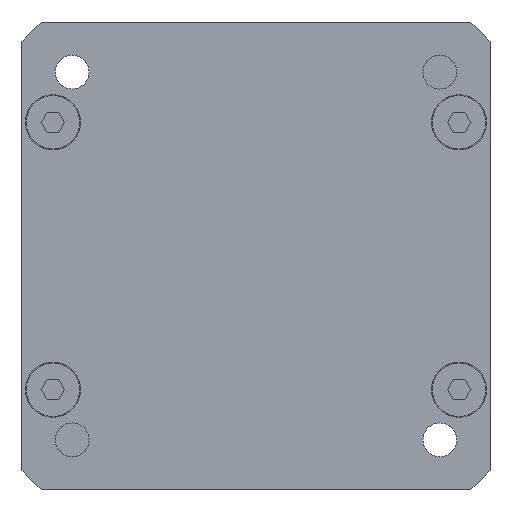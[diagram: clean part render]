
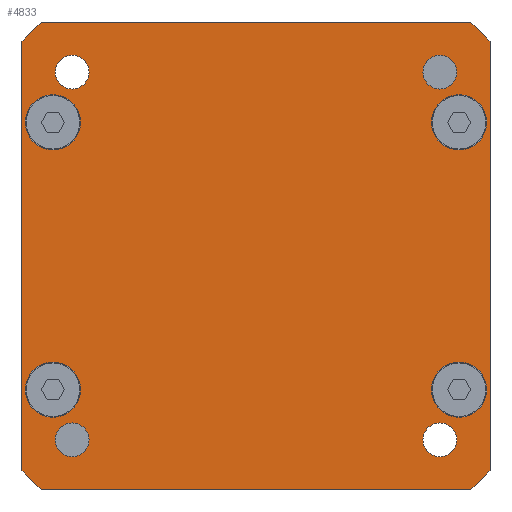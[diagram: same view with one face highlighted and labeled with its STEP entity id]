
A CAD part, front view. The second image highlights one B-rep face of the part: STEP entity #4833.
In plain terms, the highlighted planar face has unit normal (0, -1, 0).
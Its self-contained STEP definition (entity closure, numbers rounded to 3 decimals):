
#3566=CARTESIAN_POINT('',(60.053,-189.,55.));
#3567=VERTEX_POINT('',#3566);
#3568=CARTESIAN_POINT('',(55.,-189.,55.));
#3569=DIRECTION('',(0.0,1.0,0.0));
#3570=DIRECTION('',(1.0,0.0,0.0));
#3571=AXIS2_PLACEMENT_3D('',#3568,#3569,#3570);
#3572=CIRCLE('',#3571,5.053);
#3573=EDGE_CURVE('',#3567,#3567,#3572,.T.);
#3594=CARTESIAN_POINT('',(60.053,-189.,-55.0));
#3595=VERTEX_POINT('',#3594);
#3596=CARTESIAN_POINT('',(55.0,-189.,-55.0));
#3597=DIRECTION('',(0.0,1.0,0.0));
#3598=DIRECTION('',(1.0,0.0,0.0));
#3599=AXIS2_PLACEMENT_3D('',#3596,#3597,#3598);
#3600=CIRCLE('',#3599,5.053);
#3601=EDGE_CURVE('',#3595,#3595,#3600,.T.);
#3622=CARTESIAN_POINT('',(-49.947,-189.,-55.0));
#3623=VERTEX_POINT('',#3622);
#3624=CARTESIAN_POINT('',(-55.0,-189.,-55.0));
#3625=DIRECTION('',(0.0,1.0,0.0));
#3626=DIRECTION('',(1.0,0.0,0.0));
#3627=AXIS2_PLACEMENT_3D('',#3624,#3625,#3626);
#3628=CIRCLE('',#3627,5.053);
#3629=EDGE_CURVE('',#3623,#3623,#3628,.T.);
#3650=CARTESIAN_POINT('',(-49.947,-189.,55.0));
#3651=VERTEX_POINT('',#3650);
#3652=CARTESIAN_POINT('',(-55.0,-189.,55.0));
#3653=DIRECTION('',(0.0,1.0,0.0));
#3654=DIRECTION('',(1.0,0.0,0.0));
#3655=AXIS2_PLACEMENT_3D('',#3652,#3653,#3654);
#3656=CIRCLE('',#3655,5.053);
#3657=EDGE_CURVE('',#3651,#3651,#3656,.T.);
#4506=CARTESIAN_POINT('',(-52.5,-189.,-40.0));
#4507=VERTEX_POINT('',#4506);
#4508=CARTESIAN_POINT('',(-60.75,-189.,-40.0));
#4509=DIRECTION('',(0.0,1.0,0.0));
#4510=DIRECTION('',(-1.0,0.0,0.0));
#4511=AXIS2_PLACEMENT_3D('',#4508,#4509,#4510);
#4512=CIRCLE('',#4511,8.25);
#4513=EDGE_CURVE('',#4507,#4507,#4512,.T.);
#4574=CARTESIAN_POINT('',(69.0,-189.,-40.0));
#4575=VERTEX_POINT('',#4574);
#4576=CARTESIAN_POINT('',(60.75,-189.,-40.0));
#4577=DIRECTION('',(0.0,1.0,0.0));
#4578=DIRECTION('',(-1.0,0.0,0.0));
#4579=AXIS2_PLACEMENT_3D('',#4576,#4577,#4578);
#4580=CIRCLE('',#4579,8.25);
#4581=EDGE_CURVE('',#4575,#4575,#4580,.T.);
#4642=CARTESIAN_POINT('',(69.0,-189.,40.0));
#4643=VERTEX_POINT('',#4642);
#4644=CARTESIAN_POINT('',(60.75,-189.,40.0));
#4645=DIRECTION('',(0.0,1.0,0.0));
#4646=DIRECTION('',(-1.0,0.0,0.0));
#4647=AXIS2_PLACEMENT_3D('',#4644,#4645,#4646);
#4648=CIRCLE('',#4647,8.25);
#4649=EDGE_CURVE('',#4643,#4643,#4648,.T.);
#4710=CARTESIAN_POINT('',(-52.5,-189.,40.0));
#4711=VERTEX_POINT('',#4710);
#4712=CARTESIAN_POINT('',(-60.75,-189.,40.0));
#4713=DIRECTION('',(0.0,1.0,0.0));
#4714=DIRECTION('',(-1.0,0.0,0.0));
#4715=AXIS2_PLACEMENT_3D('',#4712,#4713,#4714);
#4716=CIRCLE('',#4715,8.25);
#4717=EDGE_CURVE('',#4711,#4711,#4716,.T.);
#4734=CARTESIAN_POINT('',(0.,-189.,0.));
#4735=DIRECTION('',(0.0,1.0,0.0));
#4736=DIRECTION('',(0.0,0.0,1.0));
#4737=AXIS2_PLACEMENT_3D('',#4734,#4735,#4736);
#4738=PLANE('',#4737);
#4739=CARTESIAN_POINT('',(-70.,-189.,64.226));
#4740=VERTEX_POINT('',#4739);
#4741=CARTESIAN_POINT('',(-64.226,-189.,70.0));
#4742=VERTEX_POINT('',#4741);
#4743=CARTESIAN_POINT('',(0.0,-189.0,0.0));
#4744=DIRECTION('',(0.0,1.0,0.0));
#4745=DIRECTION('',(-0.676,0.0,0.737));
#4746=AXIS2_PLACEMENT_3D('',#4743,#4744,#4745);
#4747=CIRCLE('',#4746,95.);
#4748=EDGE_CURVE('',#4740,#4742,#4747,.T.);
#4749=ORIENTED_EDGE('',*,*,#4748,.F.);
#4750=CARTESIAN_POINT('',(-70.,-189.,-64.226));
#4751=VERTEX_POINT('',#4750);
#4752=CARTESIAN_POINT('',(-70.,-189.0,-64.226));
#4753=DIRECTION('',(0.0,0.0,1.0));
#4754=VECTOR('',#4753,128.452);
#4755=LINE('',#4752,#4754);
#4756=EDGE_CURVE('',#4751,#4740,#4755,.T.);
#4757=ORIENTED_EDGE('',*,*,#4756,.F.);
#4758=CARTESIAN_POINT('',(-64.226,-189.,-70.0));
#4759=VERTEX_POINT('',#4758);
#4760=CARTESIAN_POINT('',(0.0,-189.0,0.0));
#4761=DIRECTION('',(0.0,1.0,0.0));
#4762=DIRECTION('',(-0.737,0.0,-0.676));
#4763=AXIS2_PLACEMENT_3D('',#4760,#4761,#4762);
#4764=CIRCLE('',#4763,95.0);
#4765=EDGE_CURVE('',#4759,#4751,#4764,.T.);
#4766=ORIENTED_EDGE('',*,*,#4765,.F.);
#4767=CARTESIAN_POINT('',(64.226,-189.,-70.0));
#4768=VERTEX_POINT('',#4767);
#4769=CARTESIAN_POINT('',(64.226,-189.0,-70.0));
#4770=DIRECTION('',(-1.0,0.0,0.0));
#4771=VECTOR('',#4770,128.452);
#4772=LINE('',#4769,#4771);
#4773=EDGE_CURVE('',#4768,#4759,#4772,.T.);
#4774=ORIENTED_EDGE('',*,*,#4773,.F.);
#4775=CARTESIAN_POINT('',(70.,-189.,-64.226));
#4776=VERTEX_POINT('',#4775);
#4777=CARTESIAN_POINT('',(0.0,-189.0,0.0));
#4778=DIRECTION('',(0.0,1.0,0.0));
#4779=DIRECTION('',(0.676,0.0,-0.737));
#4780=AXIS2_PLACEMENT_3D('',#4777,#4778,#4779);
#4781=CIRCLE('',#4780,95.);
#4782=EDGE_CURVE('',#4776,#4768,#4781,.T.);
#4783=ORIENTED_EDGE('',*,*,#4782,.F.);
#4784=CARTESIAN_POINT('',(70.,-189.,64.226));
#4785=VERTEX_POINT('',#4784);
#4786=CARTESIAN_POINT('',(70.,-189.0,64.226));
#4787=DIRECTION('',(0.0,0.0,-1.0));
#4788=VECTOR('',#4787,128.452);
#4789=LINE('',#4786,#4788);
#4790=EDGE_CURVE('',#4785,#4776,#4789,.T.);
#4791=ORIENTED_EDGE('',*,*,#4790,.F.);
#4792=CARTESIAN_POINT('',(64.226,-189.,70.0));
#4793=VERTEX_POINT('',#4792);
#4794=CARTESIAN_POINT('',(0.0,-189.0,0.0));
#4795=DIRECTION('',(0.0,1.0,0.0));
#4796=DIRECTION('',(0.737,0.0,0.676));
#4797=AXIS2_PLACEMENT_3D('',#4794,#4795,#4796);
#4798=CIRCLE('',#4797,95.0);
#4799=EDGE_CURVE('',#4793,#4785,#4798,.T.);
#4800=ORIENTED_EDGE('',*,*,#4799,.F.);
#4801=CARTESIAN_POINT('',(-64.226,-189.0,70.0));
#4802=DIRECTION('',(1.0,0.0,0.0));
#4803=VECTOR('',#4802,128.452);
#4804=LINE('',#4801,#4803);
#4805=EDGE_CURVE('',#4742,#4793,#4804,.T.);
#4806=ORIENTED_EDGE('',*,*,#4805,.F.);
#4807=EDGE_LOOP('',(#4749,#4757,#4766,#4774,#4783,#4791,#4800,#4806));
#4808=FACE_OUTER_BOUND('',#4807,.T.);
#4809=ORIENTED_EDGE('',*,*,#3573,.T.);
#4810=EDGE_LOOP('',(#4809));
#4811=FACE_BOUND('',#4810,.T.);
#4812=ORIENTED_EDGE('',*,*,#3601,.T.);
#4813=EDGE_LOOP('',(#4812));
#4814=FACE_BOUND('',#4813,.T.);
#4815=ORIENTED_EDGE('',*,*,#3629,.T.);
#4816=EDGE_LOOP('',(#4815));
#4817=FACE_BOUND('',#4816,.T.);
#4818=ORIENTED_EDGE('',*,*,#3657,.T.);
#4819=EDGE_LOOP('',(#4818));
#4820=FACE_BOUND('',#4819,.T.);
#4821=ORIENTED_EDGE('',*,*,#4513,.T.);
#4822=EDGE_LOOP('',(#4821));
#4823=FACE_BOUND('',#4822,.T.);
#4824=ORIENTED_EDGE('',*,*,#4581,.T.);
#4825=EDGE_LOOP('',(#4824));
#4826=FACE_BOUND('',#4825,.T.);
#4827=ORIENTED_EDGE('',*,*,#4649,.T.);
#4828=EDGE_LOOP('',(#4827));
#4829=FACE_BOUND('',#4828,.T.);
#4830=ORIENTED_EDGE('',*,*,#4717,.T.);
#4831=EDGE_LOOP('',(#4830));
#4832=FACE_BOUND('',#4831,.T.);
#4833=ADVANCED_FACE('',(#4808,#4811,#4814,#4817,#4820,#4823,#4826,#4829,#4832),#4738,.F.);
